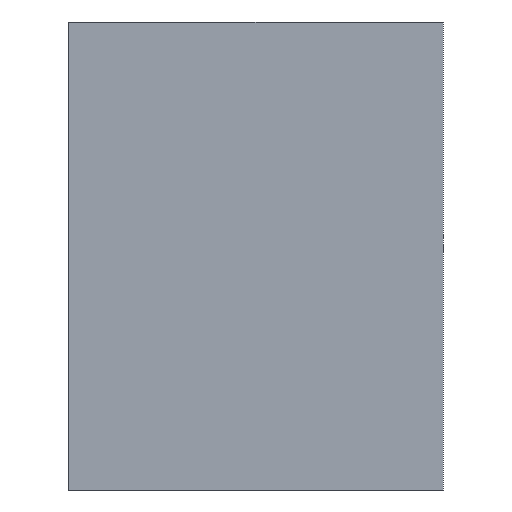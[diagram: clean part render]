
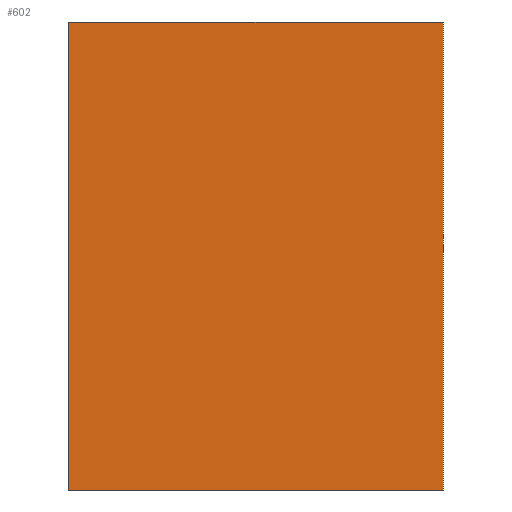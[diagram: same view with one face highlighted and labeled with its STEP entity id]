
A CAD part, left-side view. The second image highlights one B-rep face of the part: STEP entity #602.
In plain terms, the highlighted planar face has unit normal (-1, 0, 0).
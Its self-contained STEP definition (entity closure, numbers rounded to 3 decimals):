
#28 = CARTESIAN_POINT ( 'NONE',  ( -0.8, 0., -0.4 ) ) ;
#53 = EDGE_LOOP ( 'NONE', ( #657, #1144, #1173, #342 ) ) ;
#106 = DIRECTION ( 'NONE',  ( 0., 0., -1. ) ) ;
#196 = VECTOR ( 'NONE', #106, 1000. ) ;
#228 = EDGE_CURVE ( 'NONE', #763, #422, #459, .T. ) ;
#242 = VERTEX_POINT ( 'NONE', #245 ) ;
#245 = CARTESIAN_POINT ( 'NONE',  ( -0.8, 0.64, -0.4 ) ) ;
#280 = CARTESIAN_POINT ( 'NONE',  ( -0.8, 0., 0.4 ) ) ;
#317 = LINE ( 'NONE', #947, #196 ) ;
#342 = ORIENTED_EDGE ( 'NONE', *, *, #438, .T. ) ;
#353 = FACE_OUTER_BOUND ( 'NONE', #53, .T. ) ;
#422 = VERTEX_POINT ( 'NONE', #280 ) ;
#431 = DIRECTION ( 'NONE',  ( 1., 0., 0. ) ) ;
#433 = LINE ( 'NONE', #28, #1111 ) ;
#438 = EDGE_CURVE ( 'NONE', #763, #242, #317, .T. ) ;
#448 = CARTESIAN_POINT ( 'NONE',  ( -0.8, 0., 0.4 ) ) ;
#459 = LINE ( 'NONE', #803, #654 ) ;
#466 = EDGE_CURVE ( 'NONE', #242, #708, #433, .T. ) ;
#559 = CARTESIAN_POINT ( 'NONE',  ( -0.8, 0., -0.4 ) ) ;
#602 = ADVANCED_FACE ( 'NONE', ( #353 ), #992, .F. ) ;
#654 = VECTOR ( 'NONE', #906, 1000. ) ;
#657 = ORIENTED_EDGE ( 'NONE', *, *, #466, .T. ) ;
#661 = LINE ( 'NONE', #448, #1026 ) ;
#701 = AXIS2_PLACEMENT_3D ( 'NONE', #815, #431, #1092 ) ;
#708 = VERTEX_POINT ( 'NONE', #559 ) ;
#763 = VERTEX_POINT ( 'NONE', #1011 ) ;
#795 = EDGE_CURVE ( 'NONE', #422, #708, #661, .T. ) ;
#803 = CARTESIAN_POINT ( 'NONE',  ( -0.8, 0., 0.4 ) ) ;
#815 = CARTESIAN_POINT ( 'NONE',  ( -0.8, 0., 0.4 ) ) ;
#885 = DIRECTION ( 'NONE',  ( 0., -1., 0. ) ) ;
#906 = DIRECTION ( 'NONE',  ( 0., -1., 0. ) ) ;
#947 = CARTESIAN_POINT ( 'NONE',  ( -0.8, 0.64, 0.4 ) ) ;
#992 = PLANE ( 'NONE',  #701 ) ;
#1011 = CARTESIAN_POINT ( 'NONE',  ( -0.8, 0.64, 0.4 ) ) ;
#1026 = VECTOR ( 'NONE', #1095, 1000. ) ;
#1092 = DIRECTION ( 'NONE',  ( 0., 0., -1. ) ) ;
#1095 = DIRECTION ( 'NONE',  ( 0., 0., -1. ) ) ;
#1111 = VECTOR ( 'NONE', #885, 1000. ) ;
#1144 = ORIENTED_EDGE ( 'NONE', *, *, #795, .F. ) ;
#1173 = ORIENTED_EDGE ( 'NONE', *, *, #228, .F. ) ;
